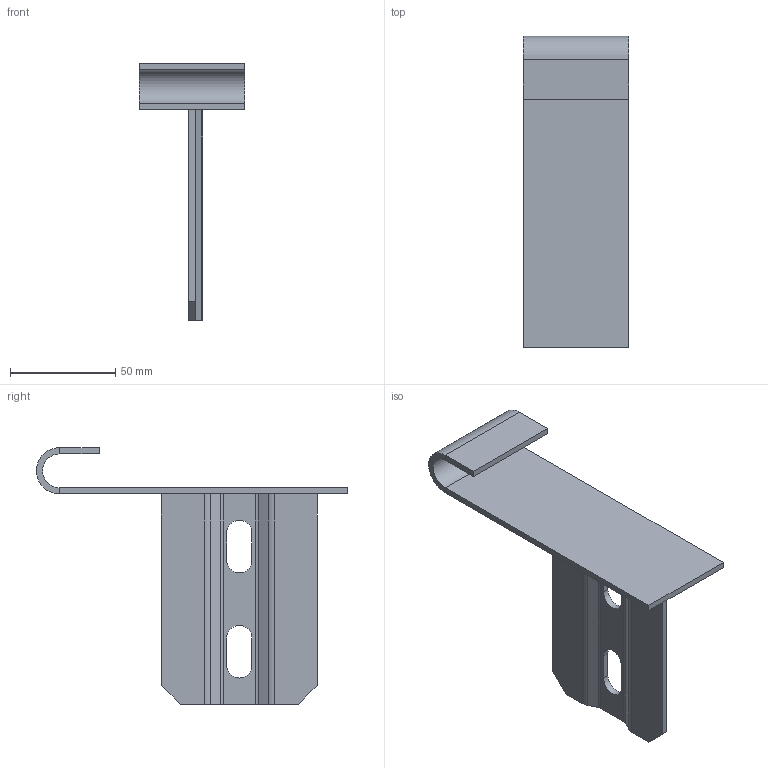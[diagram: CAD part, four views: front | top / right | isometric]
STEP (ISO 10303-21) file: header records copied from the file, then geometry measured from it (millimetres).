
FILE_DESCRIPTION (( 'STEP AP203' ), '1' );
FILE_NAME ('10-02-1639.STEP', '2013-05-02T12:38:54', ( 'asennus' ), ( '' ), 'SwSTEP 2.0', 'SolidWorks 2013', '' );
FILE_SCHEMA (( 'CONFIG_CONTROL_DESIGN' ));
Length unit declared in the file: millimetre
Products named in the file (1): 10-02-1639
Bounding box: 50 x 148 x 122 mm (x, y, z)
Volume: 48693 mm3; surface area: 35281.1 mm2
Topology: 2 solids, 2 shells, 64 faces, 140 edges, 80 vertices
Faces by surface type: plane 48, cylinder 16
Entity records: 1779 total; most frequent: DIRECTION 302, CARTESIAN_POINT 285, ORIENTED_EDGE 280, EDGE_CURVE 140, VECTOR 108, LINE 108, AXIS2_PLACEMENT_3D 97, VERTEX_POINT 80
